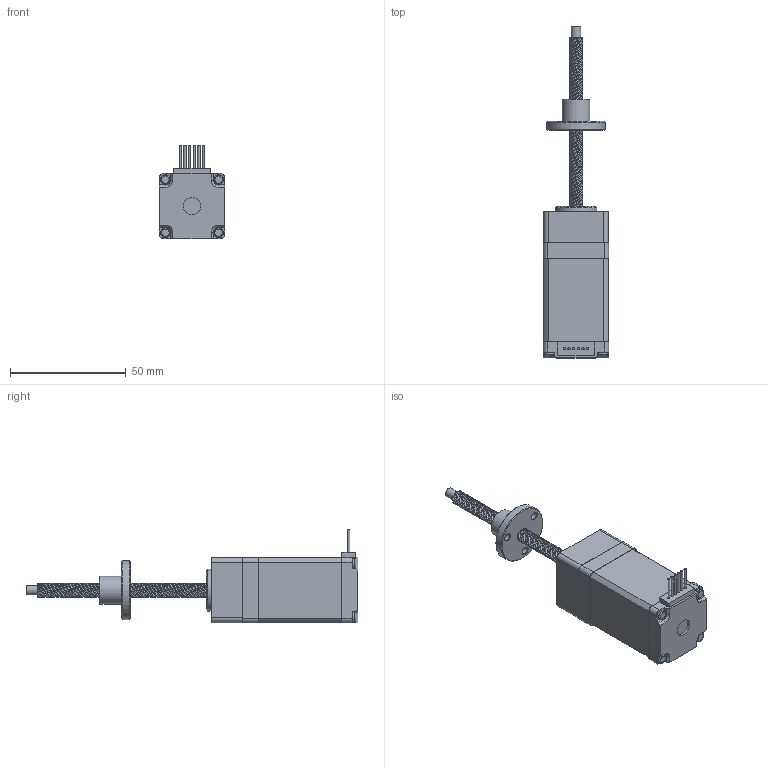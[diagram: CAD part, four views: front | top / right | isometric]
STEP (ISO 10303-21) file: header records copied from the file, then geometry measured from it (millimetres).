
FILE_DESCRIPTION( ( '' ), '1' );
FILE_NAME( 'MS225-09A-LS0609(L=75).stp', '2017-03-14T01:31:49', ( 'Dimamotor' ), ( 'Dimamotor' ), 'PSStep 17.0.49', ' ', ' ' );
FILE_SCHEMA( ( 'AUTOMOTIVE_DESIGN { 1 0 10303 214 1 1 1 1 }' ) );
Length unit declared in the file: millimetre
Products named in the file (4): Assem1; Motor_MS225; PTA-0609-03(L=75); NUT_LS0609
Assembly tree (3 placements, depth 2):
  Assem1
    Motor_MS225
    PTA-0609-03(L=75)
    NUT_LS0609
Bounding box: 28.3 x 143.5 x 40.6 mm (x, y, z)
Volume: 54118 mm3; surface area: 13686.1 mm2
Topology: 3 solids, 3 shells, 194 faces, 479 edges, 314 vertices
Faces by surface type: plane 69, cylinder 67, cone 30, bspline 24, torus 4
Full cylindrical faces by diameter (mm): 1 x6, 2.013 x4, 3.2 x3, 4 x1, 4.2 x4, 7.5 x1, 8 x1, 12 x1, 18 x1, 25.4 x1
Entity records: 21950 total; most frequent: CARTESIAN_POINT 16158, ORIENTED_EDGE 856, DIRECTION 824, EDGE_CURVE 428, AXIS2_PLACEMENT_3D 342, VERTEX_POINT 304, EDGE_LOOP 266, FACE_OUTER_BOUND 221
